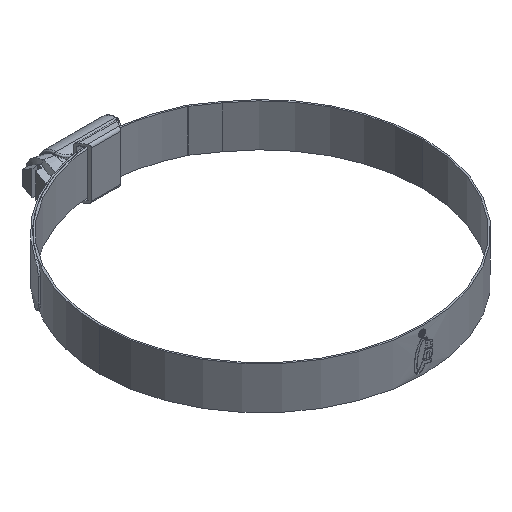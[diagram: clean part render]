
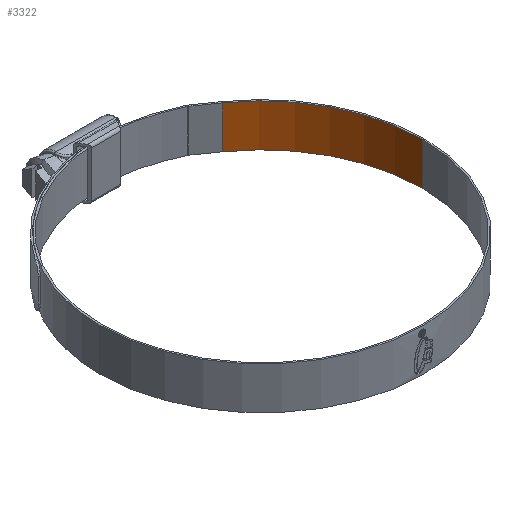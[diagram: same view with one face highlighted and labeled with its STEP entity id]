
A CAD part, isometric view. The second image highlights one B-rep face of the part: STEP entity #3322.
In plain terms, the highlighted cylindrical face has radius 54 mm (diameter 108 mm), a partial arc.
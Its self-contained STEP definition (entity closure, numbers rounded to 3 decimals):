
#102 = VERTEX_POINT ( 'NONE', #7059 ) ;
#284 = ORIENTED_EDGE ( 'NONE', *, *, #1743, .T. ) ;
#288 = CARTESIAN_POINT ( 'NONE',  ( 54., 0., 7.135 ) ) ;
#355 = LINE ( 'NONE', #288, #5323 ) ;
#448 = FACE_OUTER_BOUND ( 'NONE', #1056, .T. ) ;
#581 = DIRECTION ( 'NONE',  ( 0., 0., 1. ) ) ;
#1002 = AXIS2_PLACEMENT_3D ( 'NONE', #3559, #581, #2390 ) ;
#1056 = EDGE_LOOP ( 'NONE', ( #5642, #284, #6148, #4386 ) ) ;
#1215 = VERTEX_POINT ( 'NONE', #7081 ) ;
#1337 = CARTESIAN_POINT ( 'NONE',  ( 30.973, 44.234, -7.135 ) ) ;
#1353 = EDGE_CURVE ( 'NONE', #102, #6458, #355, .T. ) ;
#1377 = EDGE_CURVE ( 'NONE', #1215, #2678, #1381, .T. ) ;
#1381 = LINE ( 'NONE', #3830, #1984 ) ;
#1743 = EDGE_CURVE ( 'NONE', #102, #1215, #6550, .T. ) ;
#1962 = DIRECTION ( 'NONE',  ( 0., 0., 1. ) ) ;
#1984 = VECTOR ( 'NONE', #4378, 1000. ) ;
#2263 = DIRECTION ( 'NONE',  ( 0., 0., -1. ) ) ;
#2390 = DIRECTION ( 'NONE',  ( 1., 0., 0. ) ) ;
#2678 = VERTEX_POINT ( 'NONE', #1337 ) ;
#3222 = EDGE_CURVE ( 'NONE', #6458, #2678, #5839, .T. ) ;
#3322 = ADVANCED_FACE ( 'NONE', ( #448 ), #5201, .F. ) ;
#3385 = CARTESIAN_POINT ( 'NONE',  ( 0., 0., 7.135 ) ) ;
#3559 = CARTESIAN_POINT ( 'NONE',  ( 0., 0., -7.135 ) ) ;
#3830 = CARTESIAN_POINT ( 'NONE',  ( 30.973, 44.234, 7.135 ) ) ;
#4378 = DIRECTION ( 'NONE',  ( 0., 0., -1. ) ) ;
#4386 = ORIENTED_EDGE ( 'NONE', *, *, #3222, .F. ) ;
#4630 = DIRECTION ( 'NONE',  ( -1., 0., 0. ) ) ;
#5054 = CARTESIAN_POINT ( 'NONE',  ( 54., 0., -7.135 ) ) ;
#5201 = CYLINDRICAL_SURFACE ( 'NONE', #5223, 54. ) ;
#5223 = AXIS2_PLACEMENT_3D ( 'NONE', #3385, #2263, #4630 ) ;
#5323 = VECTOR ( 'NONE', #7344, 1000. ) ;
#5642 = ORIENTED_EDGE ( 'NONE', *, *, #1353, .F. ) ;
#5839 = CIRCLE ( 'NONE', #1002, 54. ) ;
#6120 = DIRECTION ( 'NONE',  ( 1., 0., 0. ) ) ;
#6148 = ORIENTED_EDGE ( 'NONE', *, *, #1377, .T. ) ;
#6458 = VERTEX_POINT ( 'NONE', #5054 ) ;
#6550 = CIRCLE ( 'NONE', #7162, 54. ) ;
#7059 = CARTESIAN_POINT ( 'NONE',  ( 54., 0., 7.135 ) ) ;
#7081 = CARTESIAN_POINT ( 'NONE',  ( 30.973, 44.234, 7.135 ) ) ;
#7162 = AXIS2_PLACEMENT_3D ( 'NONE', #7256, #1962, #6120 ) ;
#7256 = CARTESIAN_POINT ( 'NONE',  ( 0., 0., 7.135 ) ) ;
#7344 = DIRECTION ( 'NONE',  ( 0., 0., -1. ) ) ;
